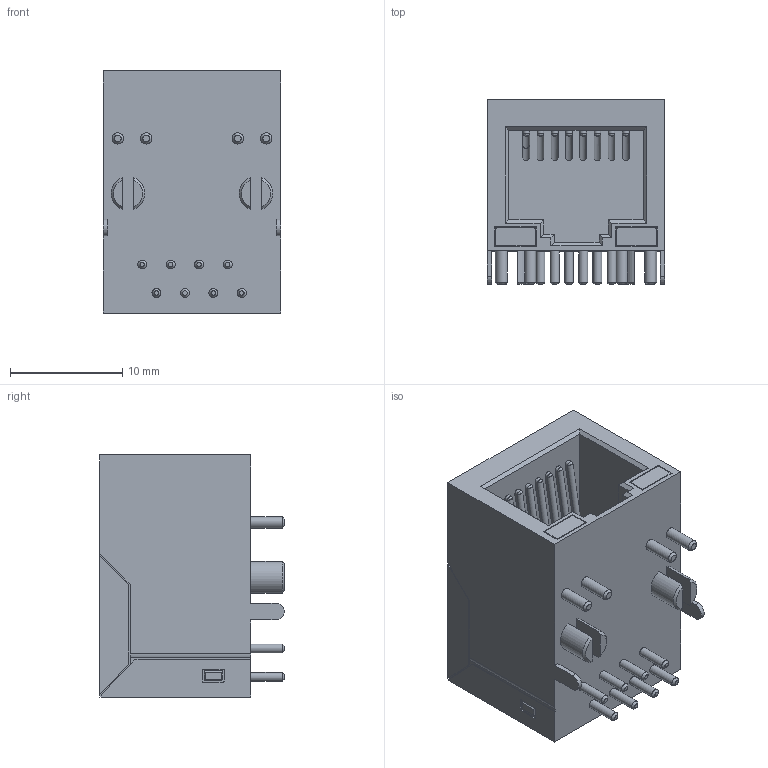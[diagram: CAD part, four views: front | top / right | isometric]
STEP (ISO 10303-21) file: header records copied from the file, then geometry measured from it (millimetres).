
FILE_DESCRIPTION(/* description */ (''),/* implementation_level */ '2;1');
FILE_NAME(/* name */ 'HR913550A.step',/* time_stamp */ '2018-10-29T05:32:21-07:00',/* author */ (''),/* organization */ (''),/* preprocessor_version */ 'ST-DEVELOPER v17.2',/* originating_system */ 'Autodesk Translation Framework v7.6.0.251',/* authorisation */ '');
FILE_SCHEMA (('AUTOMOTIVE_DESIGN { 1 0 10303 214 3 1 1 }'));
Length unit declared in the file: millimetre
Products named in the file (1): HR913550A
Bounding box: 15.88 x 16.5 x 21.6 mm (x, y, z)
Volume: 3049.2 mm3; surface area: 2933.8 mm2
Topology: 3 solids, 3 shells, 525 faces, 1435 edges, 944 vertices
Faces by surface type: plane 319, bspline 133, cylinder 53, cone 20
Full cylindrical faces by diameter (mm): 0.8 x8, 1 x4
Entity records: 19066 total; most frequent: CARTESIAN_POINT 6484, ORIENTED_EDGE 2834, DIRECTION 2115, EDGE_CURVE 1417, LINE 989, VECTOR 989, VERTEX_POINT 944, EDGE_LOOP 585
